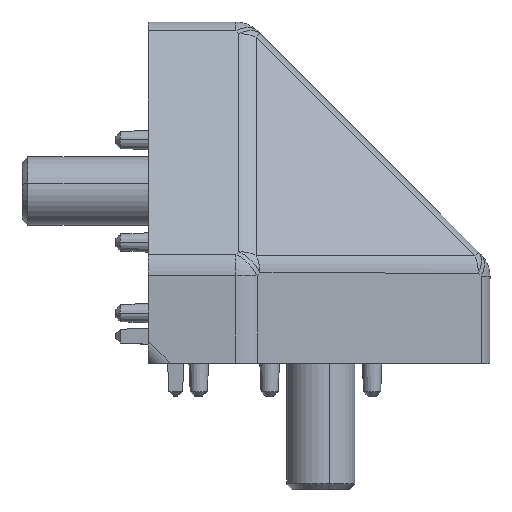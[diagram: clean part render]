
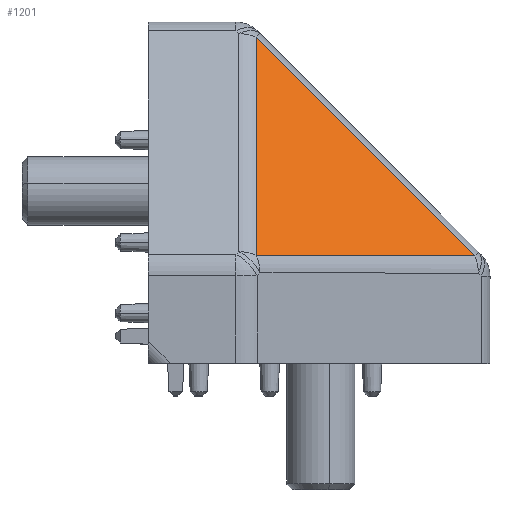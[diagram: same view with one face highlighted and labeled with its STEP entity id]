
A CAD part, top view. The second image highlights one B-rep face of the part: STEP entity #1201.
In plain terms, the highlighted face is planar.
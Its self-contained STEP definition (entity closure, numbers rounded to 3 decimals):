
#303 = VECTOR ( 'NONE', #7886, 1000. ) ;
#522 = CARTESIAN_POINT ( 'NONE',  ( 11.7, 40., -11.7 ) ) ;
#1201 = ADVANCED_FACE ( 'NONE', ( #4828 ), #8302, .F. ) ;
#2020 = EDGE_CURVE ( 'NONE', #2528, #3215, #5371, .T. ) ;
#2528 = VERTEX_POINT ( 'NONE', #5467 ) ;
#2962 = VECTOR ( 'NONE', #10162, 1000. ) ;
#3215 = VERTEX_POINT ( 'NONE', #7547 ) ;
#3305 = EDGE_CURVE ( 'NONE', #3215, #5814, #6569, .T. ) ;
#3981 = DIRECTION ( 'NONE',  ( -0.577, -0.577, 0.577 ) ) ;
#4828 = FACE_OUTER_BOUND ( 'NONE', #6093, .T. ) ;
#5371 = LINE ( 'NONE', #7139, #303 ) ;
#5467 = CARTESIAN_POINT ( 'NONE',  ( 38.183, 12.608, -12.608 ) ) ;
#5809 = CARTESIAN_POINT ( 'NONE',  ( 12.608, 38.183, -12.608 ) ) ;
#5814 = VERTEX_POINT ( 'NONE', #5809 ) ;
#6073 = ORIENTED_EDGE ( 'NONE', *, *, #2020, .T. ) ;
#6093 = EDGE_LOOP ( 'NONE', ( #6073, #8753, #9232 ) ) ;
#6462 = CARTESIAN_POINT ( 'NONE',  ( 12.608, 37.071, -13.721 ) ) ;
#6569 = LINE ( 'NONE', #6462, #2962 ) ;
#7035 = CARTESIAN_POINT ( 'NONE',  ( 37.071, 13.721, -12.608 ) ) ;
#7139 = CARTESIAN_POINT ( 'NONE',  ( 13.721, 12.608, -37.071 ) ) ;
#7547 = CARTESIAN_POINT ( 'NONE',  ( 12.608, 12.608, -38.183 ) ) ;
#7717 = DIRECTION ( 'NONE',  ( 0.707, -0.707, 0. ) ) ;
#7886 = DIRECTION ( 'NONE',  ( -0.707, 0., -0.707 ) ) ;
#8302 = PLANE ( 'NONE',  #10262 ) ;
#8753 = ORIENTED_EDGE ( 'NONE', *, *, #3305, .T. ) ;
#9118 = EDGE_CURVE ( 'NONE', #5814, #2528, #10285, .T. ) ;
#9232 = ORIENTED_EDGE ( 'NONE', *, *, #9118, .T. ) ;
#10162 = DIRECTION ( 'NONE',  ( 0., 0.707, 0.707 ) ) ;
#10262 = AXIS2_PLACEMENT_3D ( 'NONE', #522, #3981, #10974 ) ;
#10285 = LINE ( 'NONE', #7035, #10966 ) ;
#10966 = VECTOR ( 'NONE', #7717, 1000. ) ;
#10974 = DIRECTION ( 'NONE',  ( 0.707, -0.707, 0. ) ) ;
